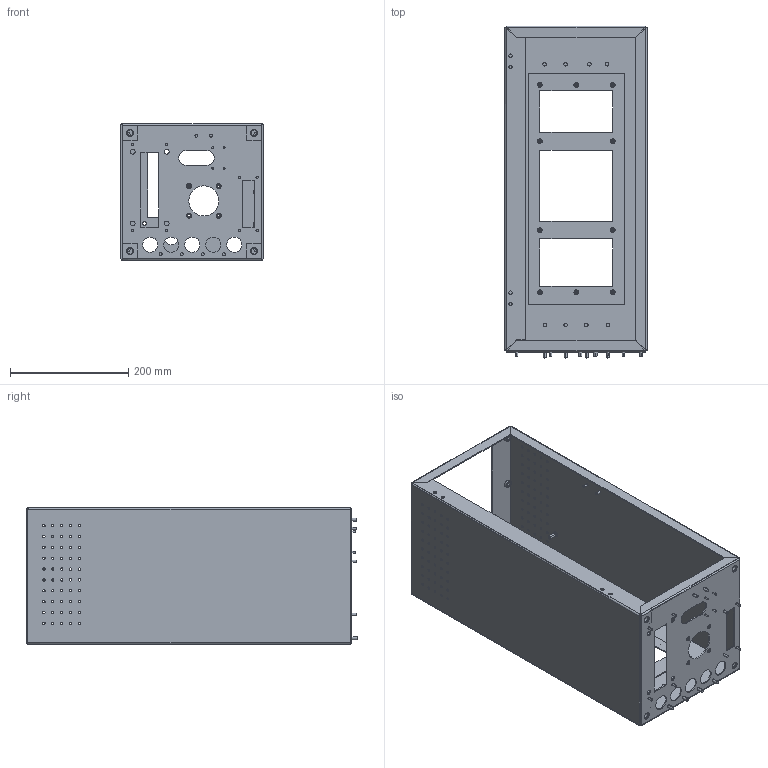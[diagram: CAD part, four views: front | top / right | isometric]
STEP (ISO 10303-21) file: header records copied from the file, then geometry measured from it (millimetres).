
FILE_DESCRIPTION (( 'STEP AP214' ), '1' );
FILE_NAME ('A0000004476.STEP', '2025-11-04T07:38:27', ( 'Microsoft' ), ( 'Microsoft' ), 'SwSTEP 2.0', 'SolidWorks 2025', '' );
FILE_SCHEMA (( 'AUTOMOTIVE_DESIGN' ));
Length unit declared in the file: millimetre
Products named in the file (5): P0000009460; P0000010528; A0000004476; P0000009450; P0000009461
Assembly tree (17 placements, depth 2):
  A0000004476
    P0000009450
    P0000009460  x4
    P0000010528  x10
    P0000009461  x2
Bounding box: 240 x 560 x 230 mm (x, y, z)
Volume: 948675.5 mm3; surface area: 932707.9 mm2
Topology: 17 solids, 17 shells, 1268 faces, 3152 edges, 2025 vertices
Faces by surface type: plane 568, cylinder 536, cone 136, bspline 28
Entity records: 21932 total; most frequent: CARTESIAN_POINT 4554, DIRECTION 3778, ORIENTED_EDGE 3354, EDGE_CURVE 1677, AXIS2_PLACEMENT_3D 1488, VERTEX_POINT 1080, EDGE_LOOP 1013, CIRCLE 837
